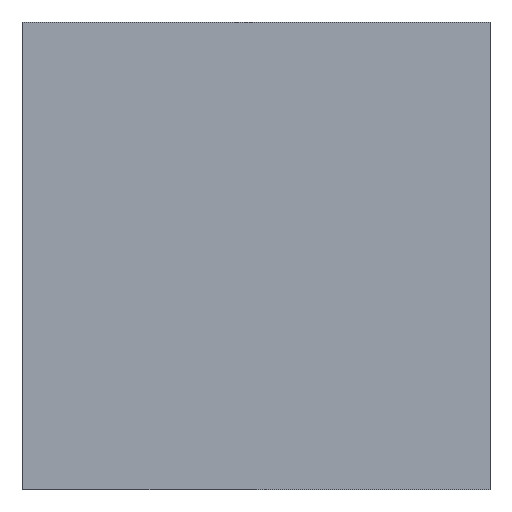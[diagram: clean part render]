
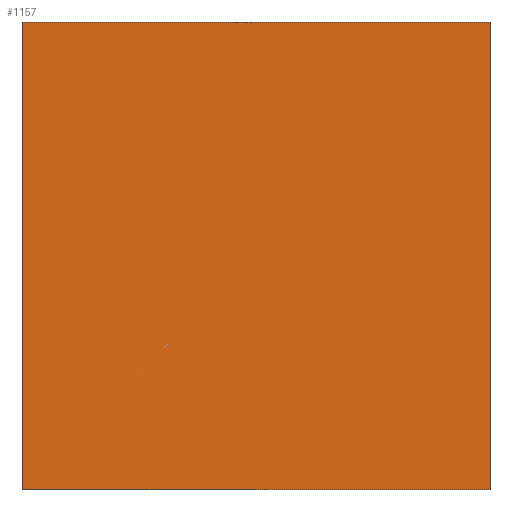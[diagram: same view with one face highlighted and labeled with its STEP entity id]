
A CAD part, left-side view. The second image highlights one B-rep face of the part: STEP entity #1157.
In plain terms, the highlighted planar face has unit normal (-1, 0, 0).
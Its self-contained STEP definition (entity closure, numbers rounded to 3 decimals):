
#651 = CARTESIAN_POINT ( 'NONE',  ( -100., -100., -100. ) ) ;
#1157 = ADVANCED_FACE ( 'NONE', ( #6814 ), #5027, .T. ) ;
#1323 = ORIENTED_EDGE ( 'NONE', *, *, #6513, .F. ) ;
#1543 = ORIENTED_EDGE ( 'NONE', *, *, #11019, .F. ) ;
#1791 = CARTESIAN_POINT ( 'NONE',  ( -100., -100., -100. ) ) ;
#2294 = DIRECTION ( 'NONE',  ( -1., 0., 0. ) ) ;
#2417 = CARTESIAN_POINT ( 'NONE',  ( -100., 100., -100. ) ) ;
#2604 = DIRECTION ( 'NONE',  ( 0., 0., 1. ) ) ;
#2912 = VECTOR ( 'NONE', #4200, 1000. ) ;
#3488 = LINE ( 'NONE', #2417, #2912 ) ;
#3916 = VERTEX_POINT ( 'NONE', #10488 ) ;
#4076 = VECTOR ( 'NONE', #6635, 1000. ) ;
#4200 = DIRECTION ( 'NONE',  ( 0., -1., 0. ) ) ;
#4252 = DIRECTION ( 'NONE',  ( 0., 0., 1. ) ) ;
#4605 = AXIS2_PLACEMENT_3D ( 'NONE', #10443, #2294, #5923 ) ;
#4655 = VERTEX_POINT ( 'NONE', #10293 ) ;
#4755 = VECTOR ( 'NONE', #2604, 1000. ) ;
#5027 = PLANE ( 'NONE',  #4605 ) ;
#5339 = CARTESIAN_POINT ( 'NONE',  ( -100., 100., -100. ) ) ;
#5497 = EDGE_CURVE ( 'NONE', #3916, #7531, #3488, .T. ) ;
#5923 = DIRECTION ( 'NONE',  ( 0., -1., 0. ) ) ;
#6513 = EDGE_CURVE ( 'NONE', #4655, #10280, #10387, .T. ) ;
#6635 = DIRECTION ( 'NONE',  ( 0., -1., 0. ) ) ;
#6762 = LINE ( 'NONE', #651, #10149 ) ;
#6814 = FACE_OUTER_BOUND ( 'NONE', #10771, .T. ) ;
#7233 = CARTESIAN_POINT ( 'NONE',  ( -100., -100., 100. ) ) ;
#7275 = ORIENTED_EDGE ( 'NONE', *, *, #5497, .T. ) ;
#7531 = VERTEX_POINT ( 'NONE', #1791 ) ;
#7590 = CARTESIAN_POINT ( 'NONE',  ( -100., 100., 100. ) ) ;
#7728 = EDGE_CURVE ( 'NONE', #7531, #10280, #6762, .T. ) ;
#10149 = VECTOR ( 'NONE', #4252, 1000. ) ;
#10280 = VERTEX_POINT ( 'NONE', #7233 ) ;
#10293 = CARTESIAN_POINT ( 'NONE',  ( -100., 100., 100. ) ) ;
#10336 = ORIENTED_EDGE ( 'NONE', *, *, #7728, .T. ) ;
#10387 = LINE ( 'NONE', #7590, #4076 ) ;
#10443 = CARTESIAN_POINT ( 'NONE',  ( -100., 100., -100. ) ) ;
#10488 = CARTESIAN_POINT ( 'NONE',  ( -100., 100., -100. ) ) ;
#10753 = LINE ( 'NONE', #5339, #4755 ) ;
#10771 = EDGE_LOOP ( 'NONE', ( #10336, #1323, #1543, #7275 ) ) ;
#11019 = EDGE_CURVE ( 'NONE', #3916, #4655, #10753, .T. ) ;
